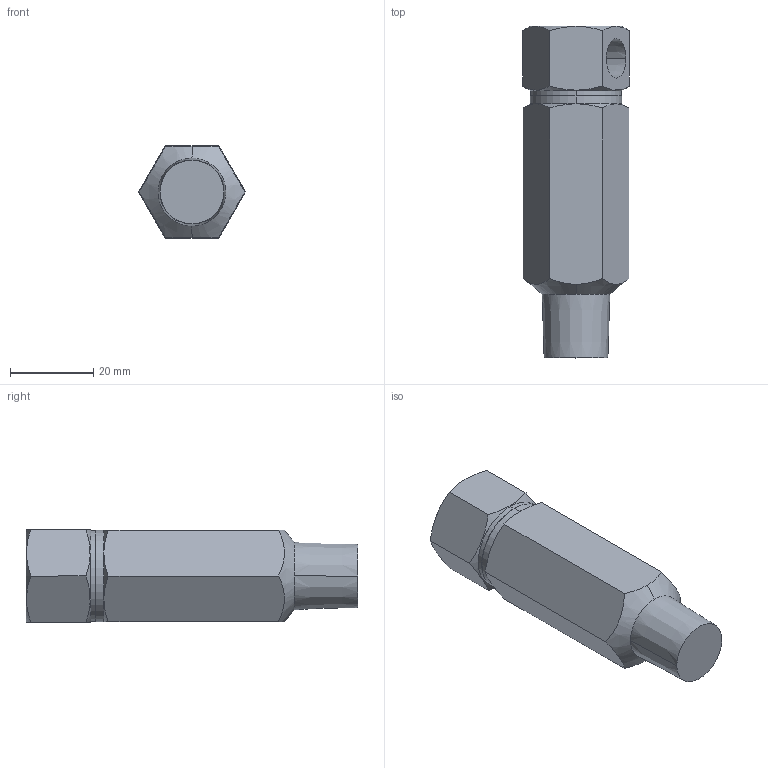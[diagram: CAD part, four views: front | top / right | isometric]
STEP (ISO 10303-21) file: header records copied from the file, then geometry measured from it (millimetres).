
FILE_DESCRIPTION (( 'STEP AP214' ), '1' );
FILE_NAME ('7141.STEP', '2013-02-26T14:57:51', ( '' ), ( '' ), 'SwSTEP 2.0', 'SolidWorks 2012', '' );
FILE_SCHEMA (( 'AUTOMOTIVE_DESIGN' ));
Length unit declared in the file: millimetre
Products named in the file (1): 7141
Bounding box: 25.66 x 79.63 x 22.23 mm (x, y, z)
Surface area: 7352.3 mm2 (no closed solid volume)
Topology: 0 solids, 2 shells, 40 faces, 94 edges, 60 vertices
Faces by surface type: plane 18, cone 16, cylinder 6
Entity records: 1848 total; most frequent: CARTESIAN_POINT 523, ORIENTED_EDGE 186, DIRECTION 162, EDGE_CURVE 94, AXIS2_PLACEMENT_3D 67, VERTEX_POINT 60, EDGE_LOOP 43, UNCERTAINTY_MEASURE_WITH_UNIT 42
